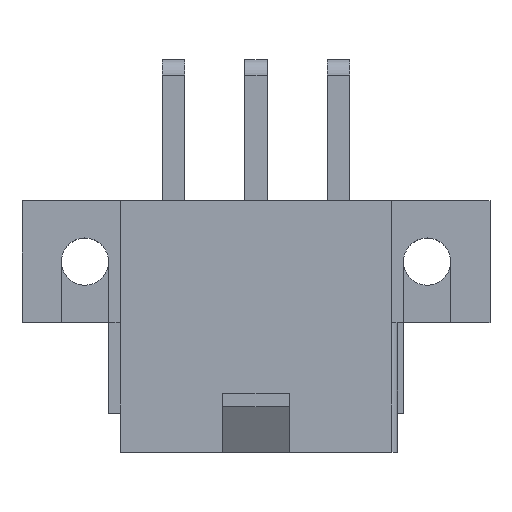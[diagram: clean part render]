
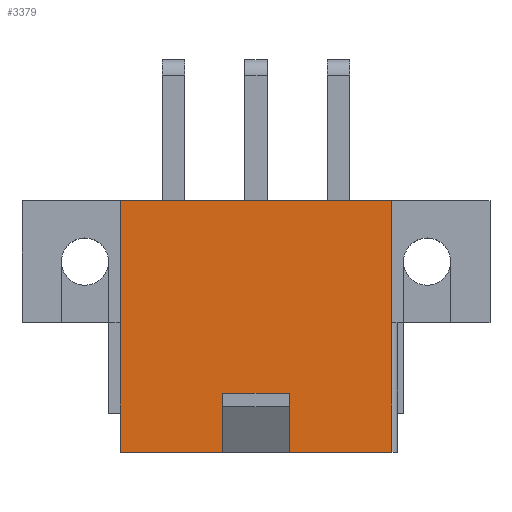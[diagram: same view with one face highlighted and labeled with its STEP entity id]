
A CAD part, top view. The second image highlights one B-rep face of the part: STEP entity #3379.
In plain terms, the highlighted planar face has unit normal (0, 0, 1).
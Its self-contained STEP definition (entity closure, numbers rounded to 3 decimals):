
#387=ORIENTED_EDGE('',*,*,#1316,.F.);
#388=ORIENTED_EDGE('',*,*,#1317,.F.);
#389=ORIENTED_EDGE('',*,*,#1318,.F.);
#390=ORIENTED_EDGE('',*,*,#1157,.F.);
#391=ORIENTED_EDGE('',*,*,#1283,.T.);
#392=ORIENTED_EDGE('',*,*,#1099,.T.);
#393=ORIENTED_EDGE('',*,*,#1315,.F.);
#394=ORIENTED_EDGE('',*,*,#1159,.F.);
#1099=EDGE_CURVE('',#1582,#1581,#1888,.T.);
#1157=EDGE_CURVE('',#1635,#1636,#1946,.T.);
#1159=EDGE_CURVE('',#1637,#1638,#1948,.T.);
#1283=EDGE_CURVE('',#1635,#1582,#2066,.T.);
#1315=EDGE_CURVE('',#1638,#1581,#2094,.T.);
#1316=EDGE_CURVE('',#1769,#1637,#2095,.T.);
#1317=EDGE_CURVE('',#1770,#1769,#2096,.T.);
#1318=EDGE_CURVE('',#1636,#1770,#2097,.T.);
#1581=VERTEX_POINT('',#4739);
#1582=VERTEX_POINT('',#4741);
#1635=VERTEX_POINT('',#4853);
#1636=VERTEX_POINT('',#4854);
#1637=VERTEX_POINT('',#4856);
#1638=VERTEX_POINT('',#4858);
#1769=VERTEX_POINT('',#5170);
#1770=VERTEX_POINT('',#5172);
#1888=LINE('',#4740,#2353);
#1946=LINE('',#4852,#2411);
#1948=LINE('',#4857,#2413);
#2066=LINE('',#5106,#2531);
#2094=LINE('',#5167,#2559);
#2095=LINE('',#5169,#2560);
#2096=LINE('',#5171,#2561);
#2097=LINE('',#5173,#2562);
#2353=VECTOR('',#3830,1000.);
#2411=VECTOR('',#3890,1000.);
#2413=VECTOR('',#3892,1000.);
#2531=VECTOR('',#4056,1000.);
#2559=VECTOR('',#4104,1000.);
#2560=VECTOR('',#4107,1000.);
#2561=VECTOR('',#4108,1000.);
#2562=VECTOR('',#4109,1000.);
#2822=EDGE_LOOP('',(#387,#388,#389,#390,#391,#392,#393,#394));
#3031=FACE_BOUND('',#2822,.T.);
#3214=PLANE('',#3601);
#3379=ADVANCED_FACE('',(#3031),#3214,.T.);
#3601=AXIS2_PLACEMENT_3D('',#5168,#4105,#4106);
#3830=DIRECTION('',(-1.,0.,0.));
#3890=DIRECTION('',(-1.,0.,0.));
#3892=DIRECTION('',(-1.,0.,0.));
#4056=DIRECTION('',(0.,1.,0.));
#4104=DIRECTION('',(0.,1.,0.));
#4105=DIRECTION('',(0.,0.,1.));
#4106=DIRECTION('',(1.,0.,0.));
#4107=DIRECTION('',(0.,-1.,0.));
#4108=DIRECTION('',(-1.,0.,0.));
#4109=DIRECTION('',(0.,1.,0.));
#4739=CARTESIAN_POINT('',(-6.9,6.4,4.8));
#4740=CARTESIAN_POINT('',(6.9,6.4,4.8));
#4741=CARTESIAN_POINT('',(6.9,6.4,4.8));
#4852=CARTESIAN_POINT('',(6.9,-6.4,4.8));
#4853=CARTESIAN_POINT('',(6.9,-6.4,4.8));
#4854=CARTESIAN_POINT('',(1.7,-6.4,4.8));
#4856=CARTESIAN_POINT('',(-1.7,-6.4,4.8));
#4857=CARTESIAN_POINT('',(6.9,-6.4,4.8));
#4858=CARTESIAN_POINT('',(-6.9,-6.4,4.8));
#5106=CARTESIAN_POINT('',(6.9,-6.4,4.8));
#5167=CARTESIAN_POINT('',(-6.9,-6.4,4.8));
#5168=CARTESIAN_POINT('',(6.9,-6.4,4.8));
#5169=CARTESIAN_POINT('',(-1.7,-3.4,4.8));
#5170=CARTESIAN_POINT('',(-1.7,-3.4,4.8));
#5171=CARTESIAN_POINT('',(1.7,-3.4,4.8));
#5172=CARTESIAN_POINT('',(1.7,-3.4,4.8));
#5173=CARTESIAN_POINT('',(1.7,-6.4,4.8));
